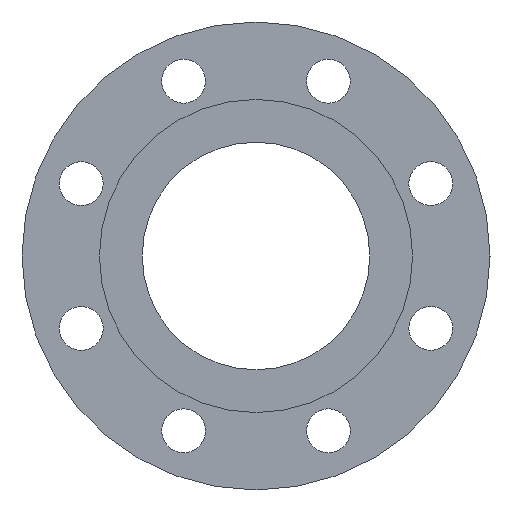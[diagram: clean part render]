
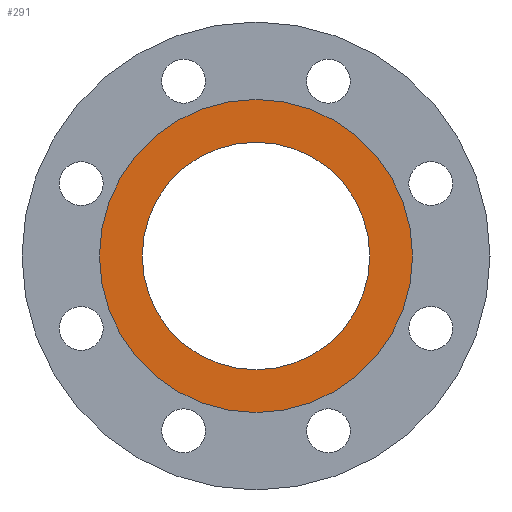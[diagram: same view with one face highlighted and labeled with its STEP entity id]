
A CAD part, front view. The second image highlights one B-rep face of the part: STEP entity #291.
In plain terms, the highlighted planar face has unit normal (0, -1, 0).
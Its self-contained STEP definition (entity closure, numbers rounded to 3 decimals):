
#23 = ORIENTED_EDGE ( 'NONE', *, *, #555, .T. ) ;
#28 = EDGE_CURVE ( 'NONE', #474, #89, #352, .T. ) ;
#34 = CIRCLE ( 'NONE', #650, 57.15 ) ;
#56 = CARTESIAN_POINT ( 'NONE',  ( 0., -1.6, -57.15 ) ) ;
#89 = VERTEX_POINT ( 'NONE', #854 ) ;
#115 = ORIENTED_EDGE ( 'NONE', *, *, #806, .F. ) ;
#150 = CARTESIAN_POINT ( 'NONE',  ( 0., -1.6, 0. ) ) ;
#154 = CIRCLE ( 'NONE', #667, 78.6 ) ;
#168 = CARTESIAN_POINT ( 'NONE',  ( 0., -1.6, 0. ) ) ;
#194 = VERTEX_POINT ( 'NONE', #460 ) ;
#199 = CARTESIAN_POINT ( 'NONE',  ( 0., -1.6, 78.6 ) ) ;
#273 = FACE_OUTER_BOUND ( 'NONE', #857, .T. ) ;
#280 = CARTESIAN_POINT ( 'NONE',  ( 0., -1.6, 0. ) ) ;
#288 = CIRCLE ( 'NONE', #904, 78.6 ) ;
#291 = ADVANCED_FACE ( 'NONE', ( #273, #359 ), #333, .F. ) ;
#333 = PLANE ( 'NONE',  #682 ) ;
#352 = CIRCLE ( 'NONE', #699, 57.15 ) ;
#359 = FACE_BOUND ( 'NONE', #361, .T. ) ;
#361 = EDGE_LOOP ( 'NONE', ( #23, #897 ) ) ;
#374 = ORIENTED_EDGE ( 'NONE', *, *, #604, .F. ) ;
#388 = DIRECTION ( 'NONE',  ( 0., 1., 0. ) ) ;
#444 = DIRECTION ( 'NONE',  ( 0., 1., 0. ) ) ;
#460 = CARTESIAN_POINT ( 'NONE',  ( 0., -1.6, -78.6 ) ) ;
#469 = DIRECTION ( 'NONE',  ( 0., 0., 1. ) ) ;
#474 = VERTEX_POINT ( 'NONE', #56 ) ;
#492 = DIRECTION ( 'NONE',  ( 0., 0., 1. ) ) ;
#504 = DIRECTION ( 'NONE',  ( 0., 1., 0. ) ) ;
#523 = DIRECTION ( 'NONE',  ( 0., 0., 1. ) ) ;
#535 = CARTESIAN_POINT ( 'NONE',  ( 0., -1.6, 0. ) ) ;
#555 = EDGE_CURVE ( 'NONE', #89, #474, #34, .T. ) ;
#576 = DIRECTION ( 'NONE',  ( 0., 1., 0. ) ) ;
#604 = EDGE_CURVE ( 'NONE', #194, #702, #288, .T. ) ;
#628 = DIRECTION ( 'NONE',  ( 0., 1., 0. ) ) ;
#650 = AXIS2_PLACEMENT_3D ( 'NONE', #280, #576, #858 ) ;
#667 = AXIS2_PLACEMENT_3D ( 'NONE', #150, #504, #710 ) ;
#682 = AXIS2_PLACEMENT_3D ( 'NONE', #835, #628, #492 ) ;
#699 = AXIS2_PLACEMENT_3D ( 'NONE', #535, #388, #469 ) ;
#702 = VERTEX_POINT ( 'NONE', #199 ) ;
#710 = DIRECTION ( 'NONE',  ( 0., 0., 1. ) ) ;
#806 = EDGE_CURVE ( 'NONE', #702, #194, #154, .T. ) ;
#835 = CARTESIAN_POINT ( 'NONE',  ( 0., -1.6, -57.15 ) ) ;
#854 = CARTESIAN_POINT ( 'NONE',  ( 0., -1.6, 57.15 ) ) ;
#857 = EDGE_LOOP ( 'NONE', ( #115, #374 ) ) ;
#858 = DIRECTION ( 'NONE',  ( 0., 0., 1. ) ) ;
#897 = ORIENTED_EDGE ( 'NONE', *, *, #28, .T. ) ;
#904 = AXIS2_PLACEMENT_3D ( 'NONE', #168, #444, #523 ) ;
